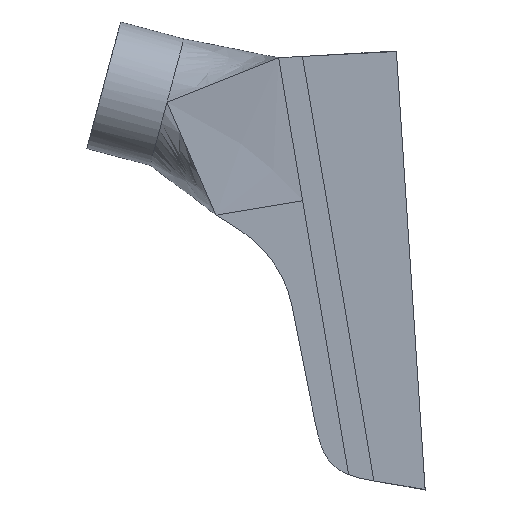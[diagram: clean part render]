
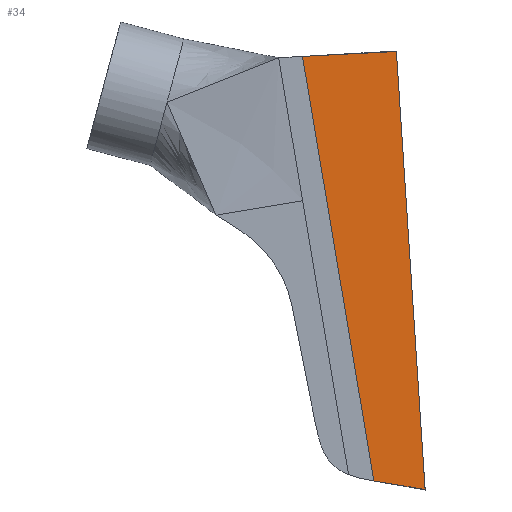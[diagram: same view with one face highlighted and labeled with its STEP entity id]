
A CAD part, left-side view. The second image highlights one B-rep face of the part: STEP entity #34.
In plain terms, the highlighted free-form (B-spline) face has degree [1, 1] with [2, 2] control points.
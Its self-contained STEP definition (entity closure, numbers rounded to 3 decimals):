
#34=ADVANCED_FACE('',(#75),#1307,.T.);
#75=FACE_OUTER_BOUND('',#116,.T.);
#116=EDGE_LOOP('',(#185,#186,#187,#188));
#185=ORIENTED_EDGE('',*,*,#881,.F.);
#186=ORIENTED_EDGE('',*,*,#874,.F.);
#187=ORIENTED_EDGE('',*,*,#890,.T.);
#188=ORIENTED_EDGE('',*,*,#891,.T.);
#383=PCURVE('',#1299,#578);
#391=PCURVE('',#1301,#586);
#412=PCURVE('',#1307,#607);
#413=PCURVE('',#1307,#608);
#414=PCURVE('',#1307,#609);
#415=PCURVE('',#1307,#610);
#417=PCURVE('',#1308,#612);
#547=PCURVE('',#1326,#742);
#578=DEFINITIONAL_REPRESENTATION('',(#983),#3211);
#586=DEFINITIONAL_REPRESENTATION('',(#998),#3211);
#607=DEFINITIONAL_REPRESENTATION('',(#1027),#3211);
#608=DEFINITIONAL_REPRESENTATION('',(#1028),#3211);
#609=DEFINITIONAL_REPRESENTATION('',(#1030),#3211);
#610=DEFINITIONAL_REPRESENTATION('',(#1032),#3211);
#612=DEFINITIONAL_REPRESENTATION('',(#1034),#3211);
#742=DEFINITIONAL_REPRESENTATION('',(#1208),#3211);
#773=SURFACE_CURVE('',#982,(#383,#413),.PCURVE_S1.);
#780=SURFACE_CURVE('',#997,(#391,#412),.PCURVE_S1.);
#789=SURFACE_CURVE('',#1029,(#414,#547),.PCURVE_S1.);
#790=SURFACE_CURVE('',#1031,(#415,#417),.PCURVE_S1.);
#874=EDGE_CURVE('',#1239,#1236,#773,.T.);
#881=EDGE_CURVE('',#1236,#1242,#780,.T.);
#890=EDGE_CURVE('',#1239,#1246,#789,.T.);
#891=EDGE_CURVE('',#1246,#1242,#790,.T.);
#982=B_SPLINE_CURVE_WITH_KNOTS('',1,(#2364,#2365),.UNSPECIFIED.,.F.,.F.,
(2,2),(-50.,0.),.UNSPECIFIED.);
#983=B_SPLINE_CURVE_WITH_KNOTS('',3,(#2366,#2367,#2368,#2369,#2370,#2371,
#2372),.UNSPECIFIED.,.F.,.F.,(4,3,4),(-50.,-25.,0.),
 .UNSPECIFIED.);
#997=B_SPLINE_CURVE_WITH_KNOTS('',1,(#2399,#2400),.UNSPECIFIED.,.F.,.F.,
(2,2),(-335.464,0.),.UNSPECIFIED.);
#998=B_SPLINE_CURVE_WITH_KNOTS('',1,(#2401,#2402),.UNSPECIFIED.,.F.,.F.,
(2,2),(-335.464,0.),.UNSPECIFIED.);
#1027=B_SPLINE_CURVE_WITH_KNOTS('',1,(#2459,#2460,#2461,#2462),
 .UNSPECIFIED.,.F.,.F.,(2,1,1,2),(-335.464,-326.017,-9.558,
0.),.UNSPECIFIED.);
#1028=B_SPLINE_CURVE_WITH_KNOTS('',3,(#2463,#2464,#2465,#2466,#2467,#2468,
#2469),.UNSPECIFIED.,.F.,.F.,(4,3,4),(-50.,-24.954,
0.),.UNSPECIFIED.);
#1029=B_SPLINE_CURVE_WITH_KNOTS('',1,(#2470,#2471,#2472),.UNSPECIFIED.,
 .F.,.F.,(2,1,2),(-351.799,-200.891,5.301),
 .UNSPECIFIED.);
#1030=B_SPLINE_CURVE_WITH_KNOTS('',1,(#2473,#2474,#2475,#2476,#2477),
 .UNSPECIFIED.,.F.,.F.,(2,1,1,1,2),(-351.799,-341.412,
-250.541,-5.191,5.301),.UNSPECIFIED.);
#1031=B_SPLINE_CURVE_WITH_KNOTS('',1,(#2478,#2479),.UNSPECIFIED.,.F.,.F.,
(2,2),(-50.,0.532),.UNSPECIFIED.);
#1032=B_SPLINE_CURVE_WITH_KNOTS('',3,(#2480,#2481,#2482,#2483,#2484,#2485,
#2486,#2487,#2488,#2489,#2490,#2491,#2492),.UNSPECIFIED.,.F.,.F.,(4,3,3,
3,4),(-50.,-48.992,-25.969,-1.007,0.532),
 .UNSPECIFIED.);
#1034=B_SPLINE_CURVE_WITH_KNOTS('',1,(#2495,#2496),.UNSPECIFIED.,.F.,.F.,
(2,2),(-50.,0.532),.UNSPECIFIED.);
#1208=B_SPLINE_CURVE_WITH_KNOTS('',1,(#3103,#3104,#3105),.UNSPECIFIED.,
 .F.,.F.,(2,1,2),(-351.799,-250.099,5.301),
 .UNSPECIFIED.);
#1236=VERTEX_POINT('',#2275);
#1239=VERTEX_POINT('',#2278);
#1242=VERTEX_POINT('',#2281);
#1246=VERTEX_POINT('',#2285);
#1299=B_SPLINE_SURFACE_WITH_KNOTS('',1,1,((#1359,#1360),(#1361,#1362)),
 .UNSPECIFIED.,.F.,.F.,.F.,(2,2),(2,2),(-60.,60.),(-36.93,
35.),.UNSPECIFIED.);
#1301=B_SPLINE_SURFACE_WITH_KNOTS('',1,1,((#1367,#1368),(#1369,#1370)),
 .UNSPECIFIED.,.F.,.F.,.F.,(2,2),(2,2),(0.,14.226),(0.,335.464),
 .UNSPECIFIED.);
#1307=B_SPLINE_SURFACE_WITH_KNOTS('',1,1,((#1391,#1392),(#1393,#1394)),
 .UNSPECIFIED.,.F.,.F.,.F.,(2,2),(2,2),(-50.,0.),(-10.454,
325.696),.UNSPECIFIED.);
#1308=B_SPLINE_SURFACE_WITH_KNOTS('',1,1,((#1395,#1396),(#1397,#1398)),
 .UNSPECIFIED.,.F.,.F.,.F.,(2,2),(2,2),(-60.,60.),(-41.342,
35.),.UNSPECIFIED.);
#1326=B_SPLINE_SURFACE_WITH_KNOTS('',1,1,((#1909,#1910),(#1911,#1912)),
 .UNSPECIFIED.,.F.,.F.,.F.,(2,2),(2,2),(0.,18.169),(0.,328.852),
 .UNSPECIFIED.);
#1359=CARTESIAN_POINT('',(1155.081,-412.449,1161.193));
#1360=CARTESIAN_POINT('',(1155.081,-340.617,1157.428));
#1361=CARTESIAN_POINT('',(1275.081,-412.449,1161.193));
#1362=CARTESIAN_POINT('',(1275.081,-340.617,1157.428));
#1367=CARTESIAN_POINT('',(1155.081,-434.315,826.443));
#1368=CARTESIAN_POINT('',(1155.081,-412.382,1161.189));
#1369=CARTESIAN_POINT('',(1165.081,-433.651,836.539));
#1370=CARTESIAN_POINT('',(1165.081,-412.972,1151.207));
#1391=CARTESIAN_POINT('',(1155.081,-395.014,833.107));
#1392=CARTESIAN_POINT('',(1155.081,-340.6,1157.427));
#1393=CARTESIAN_POINT('',(1155.081,-434.337,826.108));
#1394=CARTESIAN_POINT('',(1155.081,-412.293,1161.534));
#1395=CARTESIAN_POINT('',(1275.081,-434.315,826.443));
#1396=CARTESIAN_POINT('',(1275.081,-395.132,833.097));
#1397=CARTESIAN_POINT('',(1155.081,-434.315,826.443));
#1398=CARTESIAN_POINT('',(1155.081,-395.132,833.097));
#1909=CARTESIAN_POINT('',(1155.076,-340.609,1157.427));
#1910=CARTESIAN_POINT('',(1155.081,-395.132,833.097));
#1911=CARTESIAN_POINT('',(1155.075,-322.347,1156.47));
#1912=CARTESIAN_POINT('',(1155.08,-377.095,830.101));
#2275=CARTESIAN_POINT('',(1155.081,-412.366,1161.188));
#2278=CARTESIAN_POINT('',(1155.079,-340.607,1157.427));
#2281=CARTESIAN_POINT('',(1155.081,-434.315,826.443));
#2285=CARTESIAN_POINT('',(1155.081,-395.112,833.098));
#2364=CARTESIAN_POINT('',(1155.079,-340.607,1157.427));
#2365=CARTESIAN_POINT('',(1155.081,-412.366,1161.188));
#2366=CARTESIAN_POINT('',(-60.,35.));
#2367=CARTESIAN_POINT('',(-60.,23.012));
#2368=CARTESIAN_POINT('',(-60.,11.023));
#2369=CARTESIAN_POINT('',(-60.,-0.965));
#2370=CARTESIAN_POINT('',(-60.,-12.953));
#2371=CARTESIAN_POINT('',(-60.,-24.942));
#2372=CARTESIAN_POINT('',(-60.,-36.93));
#2399=CARTESIAN_POINT('',(1155.081,-412.366,1161.188));
#2400=CARTESIAN_POINT('',(1155.081,-434.315,826.443));
#2401=CARTESIAN_POINT('',(0.,335.464));
#2402=CARTESIAN_POINT('',(0.,0.));
#2459=CARTESIAN_POINT('',(0.,325.347));
#2460=CARTESIAN_POINT('',(0.,315.346));
#2461=CARTESIAN_POINT('',(0.,0.));
#2462=CARTESIAN_POINT('',(0.,-10.118));
#2463=CARTESIAN_POINT('',(-49.997,325.696));
#2464=CARTESIAN_POINT('',(-41.642,325.635));
#2465=CARTESIAN_POINT('',(-33.295,325.576));
#2466=CARTESIAN_POINT('',(-24.948,325.518));
#2467=CARTESIAN_POINT('',(-16.632,325.46));
#2468=CARTESIAN_POINT('',(-8.316,325.403));
#2469=CARTESIAN_POINT('',(0.,325.347));
#2470=CARTESIAN_POINT('',(1155.079,-340.607,1157.427));
#2471=CARTESIAN_POINT('',(1155.082,-356.125,1065.059));
#2472=CARTESIAN_POINT('',(1155.081,-395.112,833.098));
#2473=CARTESIAN_POINT('',(-49.997,325.696));
#2474=CARTESIAN_POINT('',(-50.,315.346));
#2475=CARTESIAN_POINT('',(-50.,230.117));
#2476=CARTESIAN_POINT('',(-50.,0.));
#2477=CARTESIAN_POINT('',(-50.,-10.454));
#2478=CARTESIAN_POINT('',(1155.081,-395.112,833.098));
#2479=CARTESIAN_POINT('',(1155.081,-434.315,826.443));
#2480=CARTESIAN_POINT('',(-50.,-10.454));
#2481=CARTESIAN_POINT('',(-49.664,-10.451));
#2482=CARTESIAN_POINT('',(-49.328,-10.449));
#2483=CARTESIAN_POINT('',(-48.992,-10.447));
#2484=CARTESIAN_POINT('',(-41.318,-10.394));
#2485=CARTESIAN_POINT('',(-33.643,-10.341));
#2486=CARTESIAN_POINT('',(-25.969,-10.29));
#2487=CARTESIAN_POINT('',(-17.649,-10.234));
#2488=CARTESIAN_POINT('',(-9.328,-10.179));
#2489=CARTESIAN_POINT('',(-1.008,-10.125));
#2490=CARTESIAN_POINT('',(-0.672,-10.122));
#2491=CARTESIAN_POINT('',(-0.336,-10.12));
#2492=CARTESIAN_POINT('',(0.,-10.118));
#2495=CARTESIAN_POINT('',(60.,35.));
#2496=CARTESIAN_POINT('',(60.,-41.342));
#3103=CARTESIAN_POINT('',(0.,0.));
#3104=CARTESIAN_POINT('',(0.,93.655));
#3105=CARTESIAN_POINT('',(0.,328.852));
#3211=(
GEOMETRIC_REPRESENTATION_CONTEXT(2)
PARAMETRIC_REPRESENTATION_CONTEXT()
REPRESENTATION_CONTEXT('pspace','')
);
